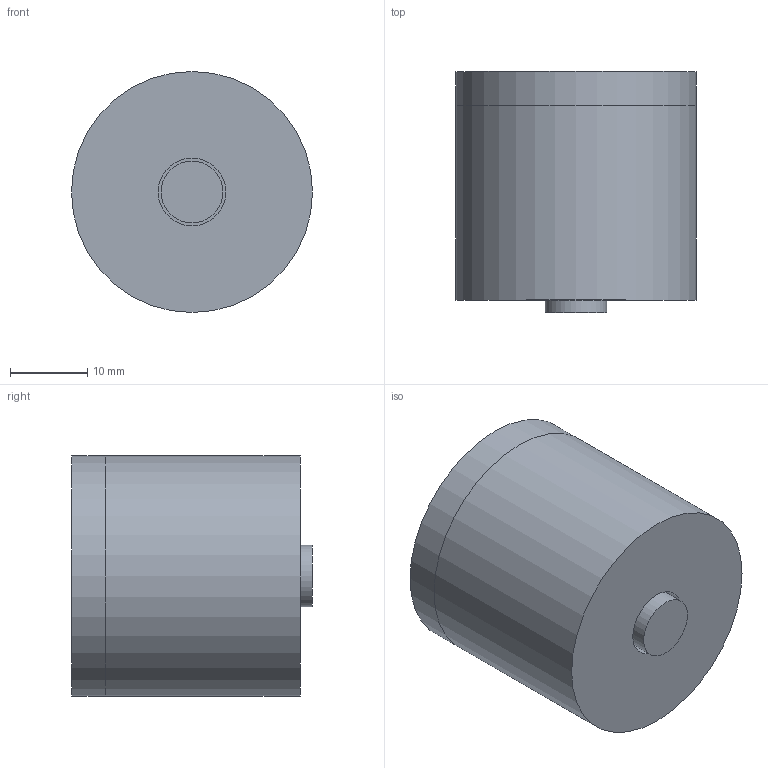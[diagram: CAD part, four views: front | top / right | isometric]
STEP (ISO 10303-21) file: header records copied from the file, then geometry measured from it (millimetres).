
FILE_DESCRIPTION(('FreeCAD Model'),'2;1');
FILE_NAME('Open CASCADE Shape Model','2022-03-18T13:09:18',('Author'),( ''),'Open CASCADE STEP processor 7.5','FreeCAD','Unknown');
FILE_SCHEMA(('AUTOMOTIVE_DESIGN { 1 0 10303 214 1 1 1 1 }'));
Length unit declared in the file: millimetre
Products named in the file (5): Unnamed; Armature; Core; Coil; Case
Assembly tree (4 placements, depth 2):
  Unnamed
    Armature
    Core
    Coil
    Case
Bounding box: 31.2 x 31.2 x 31.2 mm (x, y, z)
Volume: 20460.9 mm3; surface area: 10253.2 mm2
Topology: 4 solids, 4 shells, 18 faces, 24 edges, 16 vertices
Faces by surface type: plane 10, cylinder 8
Full cylindrical faces by diameter (mm): 8 x2, 8.8 x1, 9.6 x1, 21.6 x1, 23.6 x1, 31.2 x2
Entity records: 823 total; most frequent: DIRECTION 134, CARTESIAN_POINT 111, ORIENTED_EDGE 48, PCURVE 48, DEFINITIONAL_REPRESENTATION 48, LINE 40, VECTOR 40, AXIS2_PLACEMENT_3D 39
